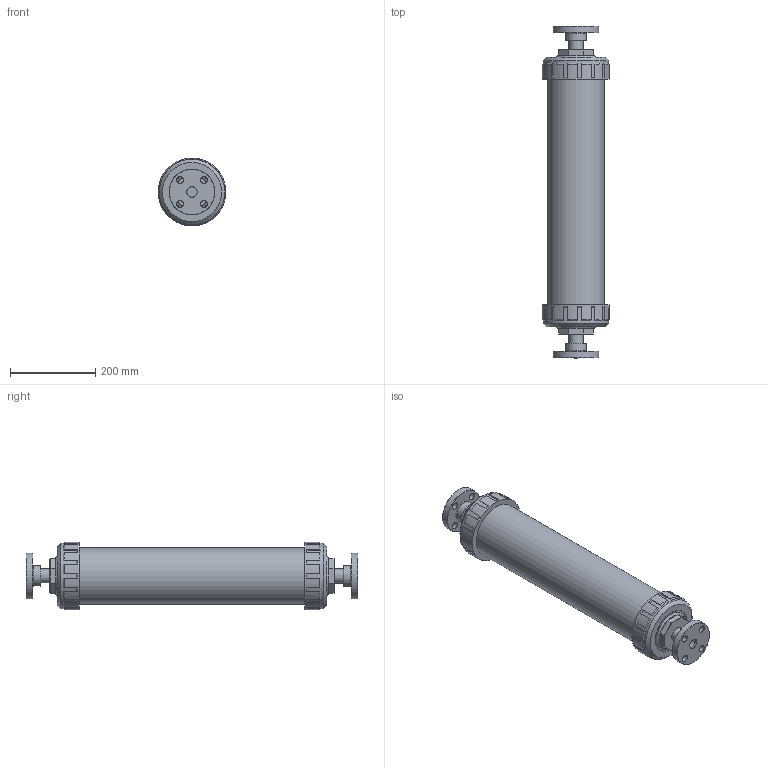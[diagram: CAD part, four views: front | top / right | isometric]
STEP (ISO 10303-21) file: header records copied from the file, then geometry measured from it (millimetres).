
FILE_DESCRIPTION((''),'2;1');
FILE_NAME('CVG-4000-PV-10F_R0.stp','2017-07-25T08:58:12',('salesdesk5'),(''),'Autodesk Inventor 2009','Autodesk Inventor 2009','');
FILE_SCHEMA(('AUTOMOTIVE_DESIGN { 1 0 10303 214 1 1 1 1 }'));
Length unit declared in the file: inch
Products named in the file (1): CVG-4000-PV-10F_R0
Bounding box: 158.73 x 778.26 x 158.67 mm (x, y, z)
Volume: 9684892.3 mm3; surface area: 457069.7 mm2
Topology: 1 solids, 13 shells, 347 faces, 831 edges, 528 vertices
Faces by surface type: bspline 110, plane 100, cone 60, cylinder 51, torus 26
Full cylindrical faces by diameter (mm): 16.002 x8, 23.774 x2, 24.308 x2, 33.401 x2, 49.301 x2, 104.14 x2, 105.41 x2, 107.95 x2, 132.105 x1, 153.67 x2, 158.75 x2
Entity records: 17414 total; most frequent: CARTESIAN_POINT 9750, ORIENTED_EDGE 1524, DIRECTION 1344, EDGE_CURVE 762, VERTEX_POINT 520, AXIS2_PLACEMENT_3D 508, EDGE_LOOP 442, FACE_OUTER_BOUND 347
